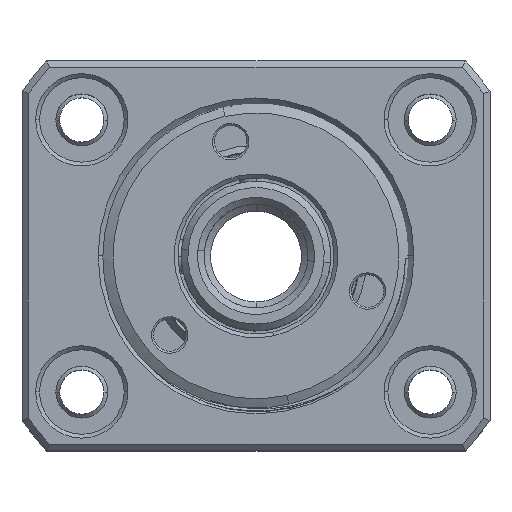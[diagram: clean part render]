
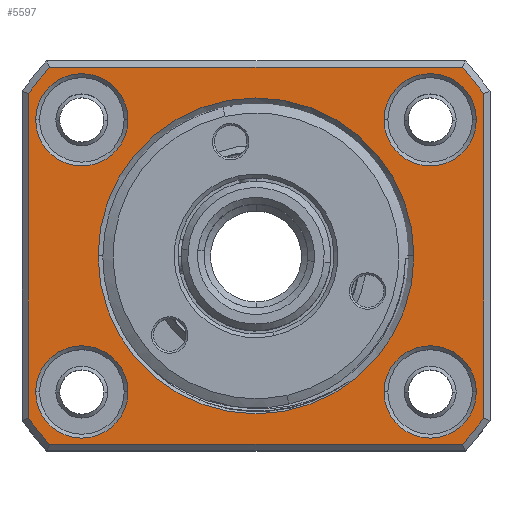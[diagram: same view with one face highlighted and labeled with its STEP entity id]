
A CAD part, top view. The second image highlights one B-rep face of the part: STEP entity #5597.
In plain terms, the highlighted planar face has unit normal (0, 0, 1).
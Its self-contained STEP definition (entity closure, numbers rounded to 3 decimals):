
#3502=CARTESIAN_POINT('',(-12.15,-0.,-0.));
#3503=VERTEX_POINT('',#3502);
#3510=CARTESIAN_POINT('',(12.15,0.,-0.));
#3511=VERTEX_POINT('',#3510);
#3512=CARTESIAN_POINT('',(0.,0.,0.));
#3513=DIRECTION('',(0.,0.,-1.));
#3514=DIRECTION('',(1.,0.,0.));
#3515=AXIS2_PLACEMENT_3D('',#3512,#3513,#3514);
#3516=CIRCLE('',#3515,12.15);
#3517=EDGE_CURVE('',#3511,#3503,#3516,.T.);
#3578=CARTESIAN_POINT('',(-16.946,10.466,-0.));
#3579=VERTEX_POINT('',#3578);
#3586=CARTESIAN_POINT('',(-9.846,10.466,-0.));
#3587=VERTEX_POINT('',#3586);
#3588=CARTESIAN_POINT('',(-13.396,10.466,0.));
#3589=DIRECTION('',(0.,0.,-1.));
#3590=DIRECTION('',(1.,0.,0.));
#3591=AXIS2_PLACEMENT_3D('',#3588,#3589,#3590);
#3592=CIRCLE('',#3591,3.55);
#3593=EDGE_CURVE('',#3587,#3579,#3592,.T.);
#3652=CARTESIAN_POINT('',(-16.946,-10.466,-0.));
#3653=VERTEX_POINT('',#3652);
#3660=CARTESIAN_POINT('',(-9.846,-10.466,-0.));
#3661=VERTEX_POINT('',#3660);
#3662=CARTESIAN_POINT('',(-13.396,-10.466,0.));
#3663=DIRECTION('',(0.,0.,-1.));
#3664=DIRECTION('',(1.,0.,0.));
#3665=AXIS2_PLACEMENT_3D('',#3662,#3663,#3664);
#3666=CIRCLE('',#3665,3.55);
#3667=EDGE_CURVE('',#3661,#3653,#3666,.T.);
#3726=CARTESIAN_POINT('',(9.846,-10.466,-0.));
#3727=VERTEX_POINT('',#3726);
#3734=CARTESIAN_POINT('',(16.946,-10.466,-0.));
#3735=VERTEX_POINT('',#3734);
#3736=CARTESIAN_POINT('',(13.396,-10.466,0.));
#3737=DIRECTION('',(0.,0.,-1.));
#3738=DIRECTION('',(1.,0.,0.));
#3739=AXIS2_PLACEMENT_3D('',#3736,#3737,#3738);
#3740=CIRCLE('',#3739,3.55);
#3741=EDGE_CURVE('',#3735,#3727,#3740,.T.);
#3800=CARTESIAN_POINT('',(9.846,10.466,-0.));
#3801=VERTEX_POINT('',#3800);
#3808=CARTESIAN_POINT('',(16.946,10.466,-0.));
#3809=VERTEX_POINT('',#3808);
#3810=CARTESIAN_POINT('',(13.396,10.466,0.));
#3811=DIRECTION('',(0.,0.,-1.));
#3812=DIRECTION('',(1.,0.,0.));
#3813=AXIS2_PLACEMENT_3D('',#3810,#3811,#3812);
#3814=CIRCLE('',#3813,3.55);
#3815=EDGE_CURVE('',#3809,#3801,#3814,.T.);
#5069=CARTESIAN_POINT('',(-15.875,14.5,0.));
#5070=VERTEX_POINT('',#5069);
#5079=CARTESIAN_POINT('',(-17.5,12.49,0.));
#5080=VERTEX_POINT('',#5079);
#5088=CARTESIAN_POINT('',(0.,0.,0.));
#5089=DIRECTION('',(0.,0.,1.));
#5090=DIRECTION('',(1.,0.,0.));
#5091=AXIS2_PLACEMENT_3D('',#5088,#5089,#5090);
#5092=CIRCLE('',#5091,21.5);
#5093=EDGE_CURVE('',#5070,#5080,#5092,.T.);
#5103=CARTESIAN_POINT('',(-17.5,-12.49,0.));
#5104=VERTEX_POINT('',#5103);
#5112=CARTESIAN_POINT('',(-17.5,12.49,0.));
#5113=DIRECTION('',(0.,-1.,0.));
#5114=VECTOR('',#5113,24.98);
#5115=LINE('',#5112,#5114);
#5116=EDGE_CURVE('',#5080,#5104,#5115,.T.);
#5128=CARTESIAN_POINT('',(-15.875,-14.5,0.));
#5129=VERTEX_POINT('',#5128);
#5137=CARTESIAN_POINT('',(0.,0.,0.));
#5138=DIRECTION('',(0.,0.,1.));
#5139=DIRECTION('',(1.,0.,0.));
#5140=AXIS2_PLACEMENT_3D('',#5137,#5138,#5139);
#5141=CIRCLE('',#5140,21.5);
#5142=EDGE_CURVE('',#5104,#5129,#5141,.T.);
#5154=CARTESIAN_POINT('',(15.875,-14.5,0.));
#5155=VERTEX_POINT('',#5154);
#5163=CARTESIAN_POINT('',(-15.875,-14.5,0.));
#5164=DIRECTION('',(1.,0.,-0.));
#5165=VECTOR('',#5164,31.749);
#5166=LINE('',#5163,#5165);
#5167=EDGE_CURVE('',#5129,#5155,#5166,.T.);
#5181=CARTESIAN_POINT('',(17.5,-12.49,0.));
#5182=VERTEX_POINT('',#5181);
#5190=CARTESIAN_POINT('',(0.,0.,0.));
#5191=DIRECTION('',(0.,0.,1.));
#5192=DIRECTION('',(1.,0.,0.));
#5193=AXIS2_PLACEMENT_3D('',#5190,#5191,#5192);
#5194=CIRCLE('',#5193,21.5);
#5195=EDGE_CURVE('',#5155,#5182,#5194,.T.);
#5207=CARTESIAN_POINT('',(17.5,12.49,0.));
#5208=VERTEX_POINT('',#5207);
#5216=CARTESIAN_POINT('',(17.5,-12.49,0.));
#5217=DIRECTION('',(0.,1.,0.));
#5218=VECTOR('',#5217,24.98);
#5219=LINE('',#5216,#5218);
#5220=EDGE_CURVE('',#5182,#5208,#5219,.T.);
#5232=CARTESIAN_POINT('',(15.875,14.5,0.));
#5233=VERTEX_POINT('',#5232);
#5241=CARTESIAN_POINT('',(0.,0.,0.));
#5242=DIRECTION('',(0.,0.,1.));
#5243=DIRECTION('',(1.,0.,0.));
#5244=AXIS2_PLACEMENT_3D('',#5241,#5242,#5243);
#5245=CIRCLE('',#5244,21.5);
#5246=EDGE_CURVE('',#5208,#5233,#5245,.T.);
#5259=CARTESIAN_POINT('',(15.875,14.5,0.));
#5260=DIRECTION('',(-1.,0.,0.));
#5261=VECTOR('',#5260,31.749);
#5262=LINE('',#5259,#5261);
#5263=EDGE_CURVE('',#5233,#5070,#5262,.T.);
#5330=CARTESIAN_POINT('',(13.396,10.466,0.));
#5331=DIRECTION('',(0.,0.,-1.));
#5332=DIRECTION('',(1.,0.,0.));
#5333=AXIS2_PLACEMENT_3D('',#5330,#5331,#5332);
#5334=CIRCLE('',#5333,3.55);
#5335=EDGE_CURVE('',#3801,#3809,#5334,.T.);
#5402=CARTESIAN_POINT('',(13.396,-10.466,0.));
#5403=DIRECTION('',(0.,0.,-1.));
#5404=DIRECTION('',(1.,0.,0.));
#5405=AXIS2_PLACEMENT_3D('',#5402,#5403,#5404);
#5406=CIRCLE('',#5405,3.55);
#5407=EDGE_CURVE('',#3727,#3735,#5406,.T.);
#5474=CARTESIAN_POINT('',(-13.396,-10.466,0.));
#5475=DIRECTION('',(0.,0.,-1.));
#5476=DIRECTION('',(1.,0.,0.));
#5477=AXIS2_PLACEMENT_3D('',#5474,#5475,#5476);
#5478=CIRCLE('',#5477,3.55);
#5479=EDGE_CURVE('',#3653,#3661,#5478,.T.);
#5546=CARTESIAN_POINT('',(-13.396,10.466,0.));
#5547=DIRECTION('',(0.,0.,-1.));
#5548=DIRECTION('',(1.,0.,0.));
#5549=AXIS2_PLACEMENT_3D('',#5546,#5547,#5548);
#5550=CIRCLE('',#5549,3.55);
#5551=EDGE_CURVE('',#3579,#3587,#5550,.T.);
#5556=CARTESIAN_POINT('',(11.5,0.,0.));
#5557=DIRECTION('',(0.,0.,1.));
#5558=DIRECTION('',(1.,0.,0.));
#5559=AXIS2_PLACEMENT_3D('',#5556,#5557,#5558);
#5560=PLANE('',#5559);
#5561=ORIENTED_EDGE('',*,*,#3593,.T.);
#5562=ORIENTED_EDGE('',*,*,#5551,.T.);
#5563=EDGE_LOOP('',(#5561,#5562));
#5564=FACE_BOUND('',#5563,.T.);
#5565=ORIENTED_EDGE('',*,*,#3667,.T.);
#5566=ORIENTED_EDGE('',*,*,#5479,.T.);
#5567=EDGE_LOOP('',(#5565,#5566));
#5568=FACE_BOUND('',#5567,.T.);
#5569=ORIENTED_EDGE('',*,*,#3741,.T.);
#5570=ORIENTED_EDGE('',*,*,#5407,.T.);
#5571=EDGE_LOOP('',(#5569,#5570));
#5572=FACE_BOUND('',#5571,.T.);
#5573=ORIENTED_EDGE('',*,*,#3815,.T.);
#5574=ORIENTED_EDGE('',*,*,#5335,.T.);
#5575=EDGE_LOOP('',(#5573,#5574));
#5576=FACE_BOUND('',#5575,.T.);
#5577=ORIENTED_EDGE('',*,*,#3517,.T.);
#5578=CARTESIAN_POINT('',(0.,0.,0.));
#5579=DIRECTION('',(0.,0.,-1.));
#5580=DIRECTION('',(1.,0.,0.));
#5581=AXIS2_PLACEMENT_3D('',#5578,#5579,#5580);
#5582=CIRCLE('',#5581,12.15);
#5583=EDGE_CURVE('',#3503,#3511,#5582,.T.);
#5584=ORIENTED_EDGE('',*,*,#5583,.T.);
#5585=EDGE_LOOP('',(#5577,#5584));
#5586=FACE_BOUND('',#5585,.T.);
#5587=ORIENTED_EDGE('',*,*,#5263,.T.);
#5588=ORIENTED_EDGE('',*,*,#5093,.T.);
#5589=ORIENTED_EDGE('',*,*,#5116,.T.);
#5590=ORIENTED_EDGE('',*,*,#5142,.T.);
#5591=ORIENTED_EDGE('',*,*,#5167,.T.);
#5592=ORIENTED_EDGE('',*,*,#5195,.T.);
#5593=ORIENTED_EDGE('',*,*,#5220,.T.);
#5594=ORIENTED_EDGE('',*,*,#5246,.T.);
#5595=EDGE_LOOP('',(#5587,#5588,#5589,#5590,#5591,#5592,#5593,#5594));
#5596=FACE_BOUND('',#5595,.T.);
#5597=ADVANCED_FACE('NONE',(#5564,#5568,#5572,#5576,#5586,#5596),#5560,.T.);
